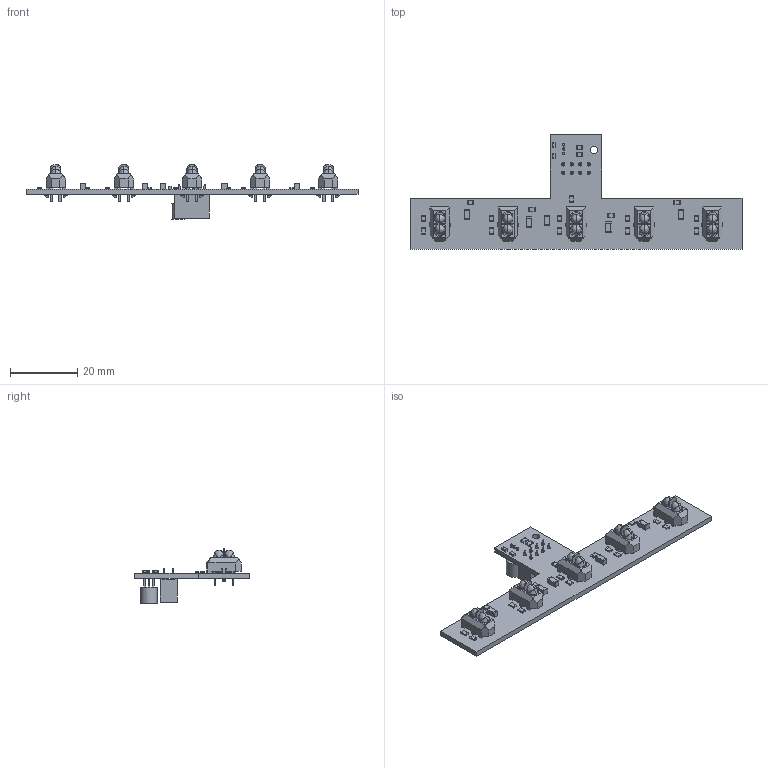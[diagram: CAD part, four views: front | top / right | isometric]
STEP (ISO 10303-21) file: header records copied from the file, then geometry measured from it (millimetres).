
FILE_DESCRIPTION(('KiCad electronic assembly'),'2;1');
FILE_NAME('SensorBoard.step','2023-09-24T14:37:59',('Pcbnew'),('Kicad'), 'Open CASCADE STEP processor 7.6','KiCad to STEP converter','Unknown' );
FILE_SCHEMA(('AUTOMOTIVE_DESIGN { 1 0 10303 214 1 1 1 1 }'));
Length unit declared in the file: millimetre
Products named in the file (14): SensorBoard 1; C_1206_3216Metric; SOLID; R_0805_2012Metric; TCRT5000; COMPOUND; C_0603_1608Metric; TO-92_Inline; PinSocket_2x04_P2.54mm_Vertical; PCB
Assembly tree (38 placements, depth 3):
  SensorBoard 1
    C_1206_3216Metric  x5
      SOLID
    R_0805_2012Metric  x17
      SOLID
    TCRT5000  x5
      COMPOUND
    C_0603_1608Metric  x2
      SOLID
    TO-92_Inline
      SOLID
    PinSocket_2x04_P2.54mm_Vertical
      SOLID
    PCB
Bounding box: 99.06 x 34.29 x 16.18 mm (x, y, z)
Volume: 4404.3 mm3; surface area: 6889.7 mm2
Topology: 62 solids, 62 shells, 2012 faces, 5346 edges, 3479 vertices
Faces by surface type: plane 1589, cylinder 393, bspline 20, cone 10
Full cylindrical faces by diameter (mm): 0.75 x3, 1 x33, 2.2 x1, 2.5 x10
Entity records: 45309 total; most frequent: CARTESIAN_POINT 9168, DIRECTION 6192, LINE 4456, VECTOR 4456, ORIENTED_EDGE 3284, PCURVE 3284, DEFINITIONAL_REPRESENTATION 3284, EDGE_CURVE 1642
